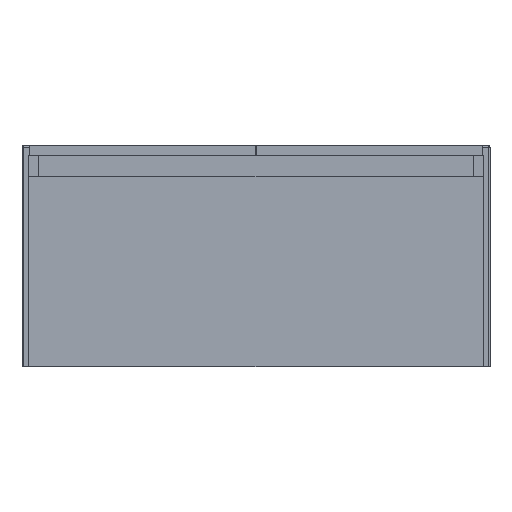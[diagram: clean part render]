
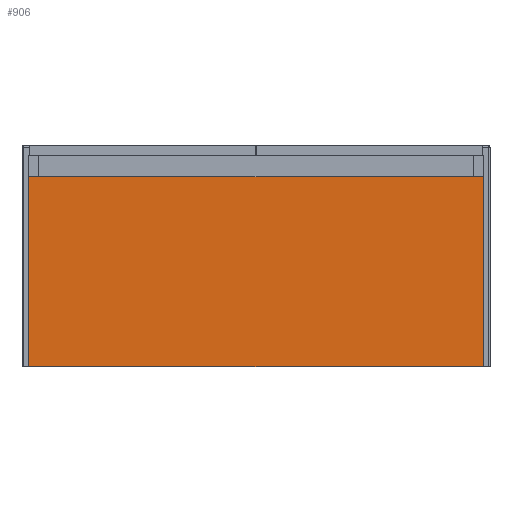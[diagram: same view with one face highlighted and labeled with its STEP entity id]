
A CAD part, front view. The second image highlights one B-rep face of the part: STEP entity #906.
In plain terms, the highlighted planar face has unit normal (0, -1, 0).
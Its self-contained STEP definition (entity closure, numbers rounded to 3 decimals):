
#57 = VECTOR ( 'NONE', #668, 1000. ) ;
#161 = CARTESIAN_POINT ( 'NONE',  ( 369., -490.1, 0. ) ) ;
#245 = LINE ( 'NONE', #2014, #3347 ) ;
#506 = VERTEX_POINT ( 'NONE', #734 ) ;
#632 = CARTESIAN_POINT ( 'NONE',  ( -369., -490.1, 1103.844 ) ) ;
#668 = DIRECTION ( 'NONE',  ( 0., 0., -1. ) ) ;
#734 = CARTESIAN_POINT ( 'NONE',  ( -369., -490.1, 309.1 ) ) ;
#906 = ADVANCED_FACE ( 'NONE', ( #5070 ), #4656, .T. ) ;
#1208 = EDGE_CURVE ( 'NONE', #506, #2182, #4818, .T. ) ;
#1254 = EDGE_CURVE ( 'NONE', #3728, #2182, #1987, .T. ) ;
#1428 = CARTESIAN_POINT ( 'NONE',  ( 369., -490.1, 0. ) ) ;
#1627 = DIRECTION ( 'NONE',  ( 0., 0., -1. ) ) ;
#1811 = DIRECTION ( 'NONE',  ( -1., 0., 0. ) ) ;
#1831 = DIRECTION ( 'NONE',  ( 0., -1., 0. ) ) ;
#1848 = DIRECTION ( 'NONE',  ( 1., 0., 0. ) ) ;
#1987 = LINE ( 'NONE', #1428, #3794 ) ;
#2014 = CARTESIAN_POINT ( 'NONE',  ( 369., -490.1, 1103.844 ) ) ;
#2151 = ORIENTED_EDGE ( 'NONE', *, *, #3887, .T. ) ;
#2182 = VERTEX_POINT ( 'NONE', #3145 ) ;
#2321 = EDGE_CURVE ( 'NONE', #5134, #3728, #245, .T. ) ;
#2570 = VECTOR ( 'NONE', #3445, 1000. ) ;
#3005 = CARTESIAN_POINT ( 'NONE',  ( 369., -490.1, 1103.844 ) ) ;
#3033 = ORIENTED_EDGE ( 'NONE', *, *, #1208, .T. ) ;
#3145 = CARTESIAN_POINT ( 'NONE',  ( -369., -490.1, 0. ) ) ;
#3347 = VECTOR ( 'NONE', #1627, 1000. ) ;
#3445 = DIRECTION ( 'NONE',  ( -1., 0., 0. ) ) ;
#3641 = LINE ( 'NONE', #5205, #2570 ) ;
#3702 = CARTESIAN_POINT ( 'NONE',  ( 369., -490.1, 309.1 ) ) ;
#3728 = VERTEX_POINT ( 'NONE', #161 ) ;
#3764 = AXIS2_PLACEMENT_3D ( 'NONE', #3005, #1831, #1848 ) ;
#3794 = VECTOR ( 'NONE', #1811, 1000. ) ;
#3860 = ORIENTED_EDGE ( 'NONE', *, *, #1254, .F. ) ;
#3887 = EDGE_CURVE ( 'NONE', #5134, #506, #3641, .T. ) ;
#4656 = PLANE ( 'NONE',  #3764 ) ;
#4742 = ORIENTED_EDGE ( 'NONE', *, *, #2321, .F. ) ;
#4818 = LINE ( 'NONE', #632, #57 ) ;
#5068 = EDGE_LOOP ( 'NONE', ( #4742, #2151, #3033, #3860 ) ) ;
#5070 = FACE_OUTER_BOUND ( 'NONE', #5068, .T. ) ;
#5134 = VERTEX_POINT ( 'NONE', #3702 ) ;
#5205 = CARTESIAN_POINT ( 'NONE',  ( 369., -490.1, 309.1 ) ) ;
